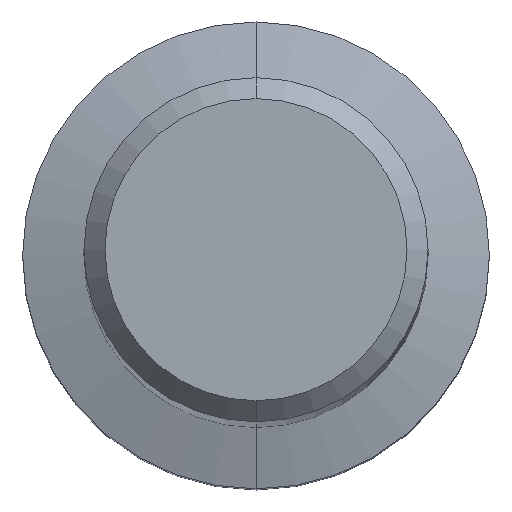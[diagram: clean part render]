
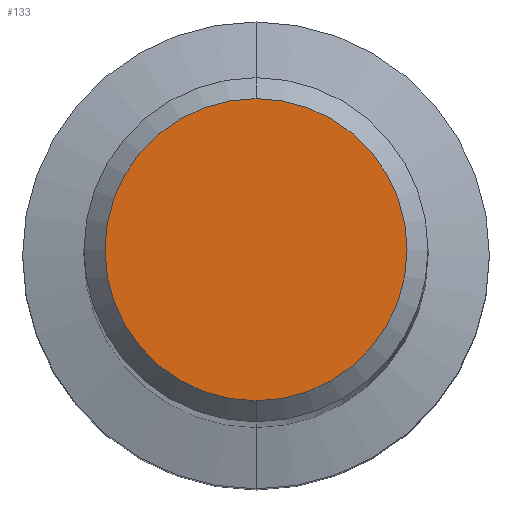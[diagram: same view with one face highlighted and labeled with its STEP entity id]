
A CAD part, top view. The second image highlights one B-rep face of the part: STEP entity #133.
In plain terms, the highlighted planar face has unit normal (0, 0, 1).
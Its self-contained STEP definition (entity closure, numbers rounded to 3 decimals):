
#133=ADVANCED_FACE('',(#334),#335,.T.);
#155=VERTEX_POINT('',#360);
#171=EDGE_CURVE('',#257,#155,#379,.T.);
#221=EDGE_CURVE('',#155,#257,#437,.T.);
#257=VERTEX_POINT('',#475);
#334=FACE_OUTER_BOUND('',#552,.T.);
#335=PLANE('',#553);
#360=CARTESIAN_POINT('',(0.0,3.6,0.0));
#379=CIRCLE('',#608,3.6);
#437=CIRCLE('',#684,3.6);
#475=CARTESIAN_POINT('',(0.,-3.6,0.0));
#552=EDGE_LOOP('',(#812,#813));
#553=AXIS2_PLACEMENT_3D('',#814,#815,#816);
#608=AXIS2_PLACEMENT_3D('',#880,#881,#882);
#684=AXIS2_PLACEMENT_3D('',#963,#964,#965);
#812=ORIENTED_EDGE('',*,*,#221,.F.);
#813=ORIENTED_EDGE('',*,*,#171,.F.);
#814=CARTESIAN_POINT('',(0.0,1.8,0.0));
#815=DIRECTION('',(-0.0,0.0,1.0));
#816=DIRECTION('',(0.0,-1.0,0.0));
#880=CARTESIAN_POINT('',(0.0,0.0,0.0));
#881=DIRECTION('',(0.0,0.0,-1.0));
#882=DIRECTION('',(0.0,1.0,0.0));
#963=CARTESIAN_POINT('',(0.0,0.0,0.0));
#964=DIRECTION('',(0.0,0.0,-1.0));
#965=DIRECTION('',(0.0,1.0,0.0));
